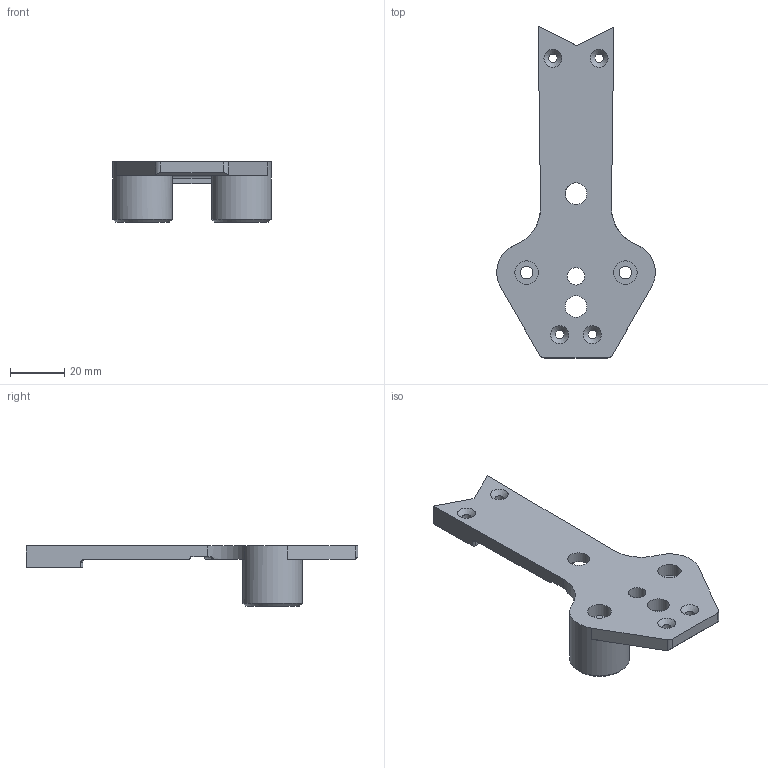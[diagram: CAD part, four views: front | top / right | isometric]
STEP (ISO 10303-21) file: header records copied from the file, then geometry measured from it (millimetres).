
FILE_DESCRIPTION(/* description */ (''),/* implementation_level */ '2;1');
FILE_NAME(/* name */ 'TopDeck_M5.step',/* time_stamp */ '2023-11-24T12:45:31+01:00',/* author */ (''),/* organization */ (''),/* preprocessor_version */ 'ST-DEVELOPER v20',/* originating_system */ 'Autodesk Translation Framework v12.14.0.127',/* authorisation */ '');
FILE_SCHEMA (('AUTOMOTIVE_DESIGN { 1 0 10303 214 3 1 1 }'));
Length unit declared in the file: millimetre
Products named in the file (1): TopDeck
Bounding box: 58.34 x 122.06 x 22.2 mm (x, y, z)
Volume: 30827.3 mm3; surface area: 13362.6 mm2
Topology: 1 solids, 1 shells, 61 faces, 159 edges, 103 vertices
Faces by surface type: cylinder 24, plane 24, cone 7, torus 6
Full cylindrical faces by diameter (mm): 3.2 x4, 4.6 x2, 6.4 x1, 8 x2, 8.6 x2, 10.5 x2, 22 x2
Entity records: 2081 total; most frequent: CARTESIAN_POINT 447, DIRECTION 351, ORIENTED_EDGE 318, EDGE_CURVE 159, AXIS2_PLACEMENT_3D 137, VERTEX_POINT 103, EDGE_LOOP 82, LINE 77
